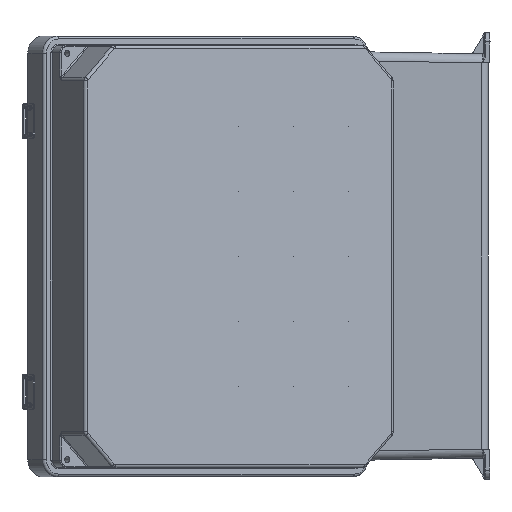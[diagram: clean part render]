
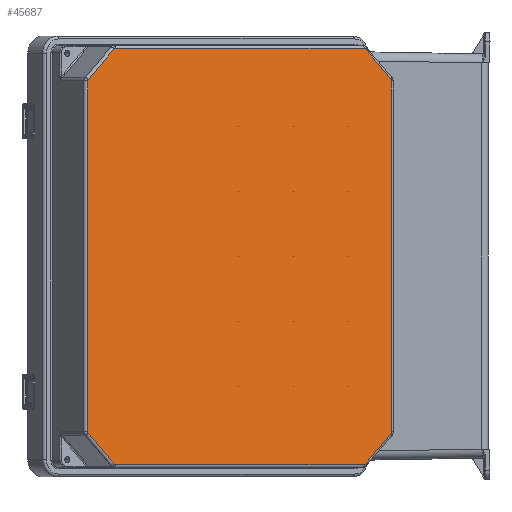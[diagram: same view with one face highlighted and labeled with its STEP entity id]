
A CAD part, left-side view. The second image highlights one B-rep face of the part: STEP entity #45687.
In plain terms, the highlighted face is planar.
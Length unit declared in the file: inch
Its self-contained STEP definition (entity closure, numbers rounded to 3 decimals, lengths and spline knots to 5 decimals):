
#16 = CARTESIAN_POINT ( 'NONE',  ( -6.21316, 3.24803, -1.50418 ) ) ;
#175 = CARTESIAN_POINT ( 'NONE',  ( 5.09763, 3.24803, -14.8937 ) ) ;
#428 = DIRECTION ( 'NONE',  ( 0., 0., 1. ) ) ;
#1007 = LINE ( 'NONE', #39566, #19250 ) ;
#1128 = EDGE_CURVE ( 'NONE', #2970, #21388, #2237, .T. ) ;
#2227 = DIRECTION ( 'NONE',  ( 0., 0., -1. ) ) ;
#2237 = CIRCLE ( 'NONE', #6397, 0.07874 ) ;
#2970 = VERTEX_POINT ( 'NONE', #16 ) ;
#3472 = CARTESIAN_POINT ( 'NONE',  ( -5.09763, 3.24803, -0.42126 ) ) ;
#3844 = DIRECTION ( 'NONE',  ( 0., -1., 0. ) ) ;
#6147 = PLANE ( 'NONE',  #24763 ) ;
#6385 = VERTEX_POINT ( 'NONE', #6533 ) ;
#6397 = AXIS2_PLACEMENT_3D ( 'NONE', #7171, #32624, #10826 ) ;
#6533 = CARTESIAN_POINT ( 'NONE',  ( -5.09763, 3.24803, -14.8937 ) ) ;
#6964 = ORIENTED_EDGE ( 'NONE', *, *, #35623, .T. ) ;
#7171 = CARTESIAN_POINT ( 'NONE',  ( -6.15748, 3.24803, -1.55985 ) ) ;
#7420 = EDGE_CURVE ( 'NONE', #6385, #28698, #14174, .T. ) ;
#8250 = EDGE_CURVE ( 'NONE', #15953, #2970, #38002, .T. ) ;
#8386 = ORIENTED_EDGE ( 'NONE', *, *, #1128, .F. ) ;
#8968 = VECTOR ( 'NONE', #39980, 39.37008 ) ;
#8978 = CARTESIAN_POINT ( 'NONE',  ( 6.23622, 3.24803, -13.75511 ) ) ;
#9074 = CARTESIAN_POINT ( 'NONE',  ( 5.09763, 3.24803, -0.5 ) ) ;
#9839 = DIRECTION ( 'NONE',  ( 0., 0., 1. ) ) ;
#10259 = CARTESIAN_POINT ( 'NONE',  ( 5.1533, 3.24803, -14.87064 ) ) ;
#10427 = VECTOR ( 'NONE', #12985, 39.37008 ) ;
#10826 = DIRECTION ( 'NONE',  ( 0., 0., 1. ) ) ;
#11784 = CIRCLE ( 'NONE', #28262, 0.07874 ) ;
#12124 = LINE ( 'NONE', #20086, #30316 ) ;
#12265 = AXIS2_PLACEMENT_3D ( 'NONE', #14546, #39937, #18208 ) ;
#12301 = EDGE_CURVE ( 'NONE', #38442, #15953, #41475, .T. ) ;
#12352 = CARTESIAN_POINT ( 'NONE',  ( 5.1533, 3.24803, -0.44432 ) ) ;
#12731 = DIRECTION ( 'NONE',  ( 0.707, 0., 0.707 ) ) ;
#12736 = DIRECTION ( 'NONE',  ( 0., 0., 1. ) ) ;
#12753 = VERTEX_POINT ( 'NONE', #38177 ) ;
#12968 = DIRECTION ( 'NONE',  ( 0., -1., 0. ) ) ;
#12985 = DIRECTION ( 'NONE',  ( 0., 0., -1. ) ) ;
#13052 = CARTESIAN_POINT ( 'NONE',  ( -5.1533, 3.24803, -14.87064 ) ) ;
#13392 = EDGE_CURVE ( 'NONE', #34427, #38223, #35743, .T. ) ;
#13418 = CARTESIAN_POINT ( 'NONE',  ( 6.21316, 3.24803, -1.50418 ) ) ;
#14174 = LINE ( 'NONE', #175, #42020 ) ;
#14283 = CARTESIAN_POINT ( 'NONE',  ( -5.09763, 3.24803, -0.5 ) ) ;
#14453 = FACE_OUTER_BOUND ( 'NONE', #34851, .T. ) ;
#14546 = CARTESIAN_POINT ( 'NONE',  ( -6.15748, 3.24803, -13.75511 ) ) ;
#15389 = CARTESIAN_POINT ( 'NONE',  ( 5.09763, 3.24803, -0.42126 ) ) ;
#15953 = VERTEX_POINT ( 'NONE', #46113 ) ;
#16574 = VERTEX_POINT ( 'NONE', #15389 ) ;
#16681 = VERTEX_POINT ( 'NONE', #12352 ) ;
#16987 = CIRCLE ( 'NONE', #34584, 0.07874 ) ;
#17101 = DIRECTION ( 'NONE',  ( 0.707, 0., -0.707 ) ) ;
#17866 = ORIENTED_EDGE ( 'NONE', *, *, #23700, .T. ) ;
#17954 = DIRECTION ( 'NONE',  ( 0., 0., 1. ) ) ;
#17972 = DIRECTION ( 'NONE',  ( -0.707, 0., 0.707 ) ) ;
#18208 = DIRECTION ( 'NONE',  ( 0., 0., -1. ) ) ;
#18241 = VECTOR ( 'NONE', #41390, 39.37008 ) ;
#18877 = DIRECTION ( 'NONE',  ( 0., 1., 0. ) ) ;
#19250 = VECTOR ( 'NONE', #17972, 39.37008 ) ;
#19669 = CARTESIAN_POINT ( 'NONE',  ( 5.09763, 3.24803, -0.42126 ) ) ;
#19694 = ORIENTED_EDGE ( 'NONE', *, *, #37466, .T. ) ;
#19863 = ORIENTED_EDGE ( 'NONE', *, *, #34607, .F. ) ;
#20086 = CARTESIAN_POINT ( 'NONE',  ( 6.21316, 3.24803, -13.81078 ) ) ;
#20804 = ORIENTED_EDGE ( 'NONE', *, *, #21253, .T. ) ;
#21180 = ORIENTED_EDGE ( 'NONE', *, *, #43275, .F. ) ;
#21253 = EDGE_CURVE ( 'NONE', #38442, #16574, #37573, .T. ) ;
#21388 = VERTEX_POINT ( 'NONE', #31723 ) ;
#21450 = ORIENTED_EDGE ( 'NONE', *, *, #8250, .F. ) ;
#22245 = DIRECTION ( 'NONE',  ( 0., 1., 0. ) ) ;
#23106 = AXIS2_PLACEMENT_3D ( 'NONE', #9074, #34542, #12736 ) ;
#23217 = CIRCLE ( 'NONE', #26985, 0.07874 ) ;
#23700 = EDGE_CURVE ( 'NONE', #6385, #37267, #11784, .T. ) ;
#23835 = ORIENTED_EDGE ( 'NONE', *, *, #12301, .F. ) ;
#24042 = CARTESIAN_POINT ( 'NONE',  ( -6.23622, 3.24803, -7.65748 ) ) ;
#24284 = EDGE_CURVE ( 'NONE', #16574, #16681, #24297, .T. ) ;
#24297 = CIRCLE ( 'NONE', #23106, 0.07874 ) ;
#24763 = AXIS2_PLACEMENT_3D ( 'NONE', #46043, #31619, #9839 ) ;
#25676 = CARTESIAN_POINT ( 'NONE',  ( 6.15748, 3.24803, -13.75511 ) ) ;
#26482 = ORIENTED_EDGE ( 'NONE', *, *, #34833, .T. ) ;
#26985 = AXIS2_PLACEMENT_3D ( 'NONE', #34747, #12968, #38427 ) ;
#27980 = CARTESIAN_POINT ( 'NONE',  ( 6.21316, 3.24803, -1.50418 ) ) ;
#28262 = AXIS2_PLACEMENT_3D ( 'NONE', #40593, #18877, #44225 ) ;
#28698 = VERTEX_POINT ( 'NONE', #39695 ) ;
#28804 = LINE ( 'NONE', #13418, #37323 ) ;
#29212 = AXIS2_PLACEMENT_3D ( 'NONE', #25676, #3844, #29312 ) ;
#29312 = DIRECTION ( 'NONE',  ( 0., 0., -1. ) ) ;
#30021 = ORIENTED_EDGE ( 'NONE', *, *, #46338, .T. ) ;
#30316 = VECTOR ( 'NONE', #12731, 39.37008 ) ;
#30602 = VECTOR ( 'NONE', #2227, 39.37008 ) ;
#31339 = EDGE_CURVE ( 'NONE', #39302, #34427, #12124, .T. ) ;
#31619 = DIRECTION ( 'NONE',  ( 0., 1., 0. ) ) ;
#31723 = CARTESIAN_POINT ( 'NONE',  ( -6.23622, 3.24803, -1.55985 ) ) ;
#32624 = DIRECTION ( 'NONE',  ( 0., -1., 0. ) ) ;
#32703 = CARTESIAN_POINT ( 'NONE',  ( -6.21316, 3.24803, -1.50418 ) ) ;
#34204 = CARTESIAN_POINT ( 'NONE',  ( 6.21316, 3.24803, -13.81078 ) ) ;
#34427 = VERTEX_POINT ( 'NONE', #34204 ) ;
#34454 = ORIENTED_EDGE ( 'NONE', *, *, #46128, .T. ) ;
#34542 = DIRECTION ( 'NONE',  ( 0., 1., 0. ) ) ;
#34584 = AXIS2_PLACEMENT_3D ( 'NONE', #43958, #22245, #428 ) ;
#34607 = EDGE_CURVE ( 'NONE', #21388, #12753, #39139, .T. ) ;
#34747 = CARTESIAN_POINT ( 'NONE',  ( 5.09763, 3.24803, -14.81496 ) ) ;
#34833 = EDGE_CURVE ( 'NONE', #44229, #37352, #16987, .T. ) ;
#34851 = EDGE_LOOP ( 'NONE', ( #26482, #34454, #46242, #45771, #21180, #35974, #17866, #19694, #30021, #19863, #8386, #21450, #23835, #20804, #42351, #6964 ) ) ;
#35481 = CARTESIAN_POINT ( 'NONE',  ( 6.23622, 3.24803, -1.55985 ) ) ;
#35623 = EDGE_CURVE ( 'NONE', #16681, #44229, #28804, .T. ) ;
#35743 = CIRCLE ( 'NONE', #29212, 0.07874 ) ;
#35974 = ORIENTED_EDGE ( 'NONE', *, *, #7420, .F. ) ;
#36654 = LINE ( 'NONE', #45525, #10427 ) ;
#37267 = VERTEX_POINT ( 'NONE', #13052 ) ;
#37323 = VECTOR ( 'NONE', #17101, 39.37008 ) ;
#37352 = VERTEX_POINT ( 'NONE', #35481 ) ;
#37466 = EDGE_CURVE ( 'NONE', #37267, #37976, #1007, .T. ) ;
#37573 = LINE ( 'NONE', #19669, #18241 ) ;
#37976 = VERTEX_POINT ( 'NONE', #39678 ) ;
#38002 = LINE ( 'NONE', #32703, #8968 ) ;
#38177 = CARTESIAN_POINT ( 'NONE',  ( -6.23622, 3.24803, -13.75511 ) ) ;
#38223 = VERTEX_POINT ( 'NONE', #8978 ) ;
#38427 = DIRECTION ( 'NONE',  ( 0., 0., -1. ) ) ;
#38442 = VERTEX_POINT ( 'NONE', #3472 ) ;
#39139 = LINE ( 'NONE', #24042, #30602 ) ;
#39302 = VERTEX_POINT ( 'NONE', #10259 ) ;
#39566 = CARTESIAN_POINT ( 'NONE',  ( -6.21316, 3.24803, -13.81078 ) ) ;
#39678 = CARTESIAN_POINT ( 'NONE',  ( -6.21316, 3.24803, -13.81078 ) ) ;
#39690 = DIRECTION ( 'NONE',  ( 0., -1., 0. ) ) ;
#39695 = CARTESIAN_POINT ( 'NONE',  ( 5.09763, 3.24803, -14.8937 ) ) ;
#39937 = DIRECTION ( 'NONE',  ( 0., 1., 0. ) ) ;
#39980 = DIRECTION ( 'NONE',  ( -0.707, 0., -0.707 ) ) ;
#40593 = CARTESIAN_POINT ( 'NONE',  ( -5.09763, 3.24803, -14.81496 ) ) ;
#41390 = DIRECTION ( 'NONE',  ( 1., 0., 0. ) ) ;
#41475 = CIRCLE ( 'NONE', #44345, 0.07874 ) ;
#42020 = VECTOR ( 'NONE', #43707, 39.37008 ) ;
#42351 = ORIENTED_EDGE ( 'NONE', *, *, #24284, .T. ) ;
#43275 = EDGE_CURVE ( 'NONE', #28698, #39302, #23217, .T. ) ;
#43425 = CIRCLE ( 'NONE', #12265, 0.07874 ) ;
#43707 = DIRECTION ( 'NONE',  ( 1., 0., 0. ) ) ;
#43958 = CARTESIAN_POINT ( 'NONE',  ( 6.15748, 3.24803, -1.55985 ) ) ;
#44225 = DIRECTION ( 'NONE',  ( 0., 0., -1. ) ) ;
#44229 = VERTEX_POINT ( 'NONE', #27980 ) ;
#44345 = AXIS2_PLACEMENT_3D ( 'NONE', #14283, #39690, #17954 ) ;
#45525 = CARTESIAN_POINT ( 'NONE',  ( 6.23622, 3.24803, -7.65748 ) ) ;
#45687 = ADVANCED_FACE ( 'NONE', ( #14453 ), #6147, .T. ) ;
#45771 = ORIENTED_EDGE ( 'NONE', *, *, #31339, .F. ) ;
#46043 = CARTESIAN_POINT ( 'NONE',  ( 0., 3.24803, -0.32283 ) ) ;
#46113 = CARTESIAN_POINT ( 'NONE',  ( -5.1533, 3.24803, -0.44432 ) ) ;
#46128 = EDGE_CURVE ( 'NONE', #37352, #38223, #36654, .T. ) ;
#46242 = ORIENTED_EDGE ( 'NONE', *, *, #13392, .F. ) ;
#46338 = EDGE_CURVE ( 'NONE', #37976, #12753, #43425, .T. ) ;
